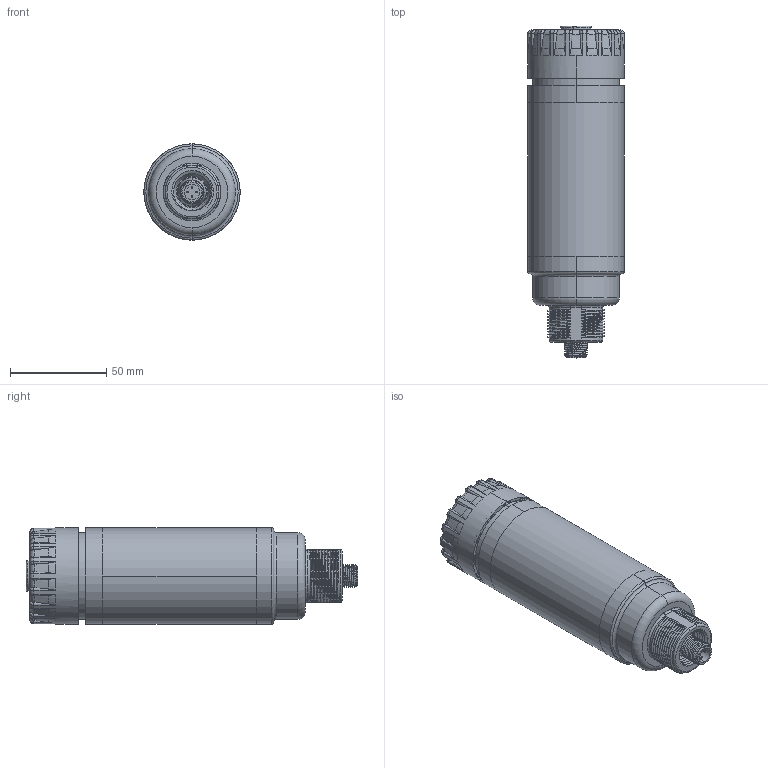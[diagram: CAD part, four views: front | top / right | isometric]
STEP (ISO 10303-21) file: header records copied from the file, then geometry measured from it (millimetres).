
FILE_DESCRIPTION((''),'2;1');
FILE_NAME('146179_SW','2009-04-28T',('banengservice'),('BANNER ENGINEERING'),'PRO/ENGINEER BY PARAMETRIC TECHNOLOGY CORPORATION, 2006170','PRO/ENGINEER BY PARAMETRIC TECHNOLOGY CORPORATION, 2006170','');
FILE_SCHEMA(('CONFIG_CONTROL_DESIGN'));
Products named in the file (1): 146179_SW
Bounding box: 50 x 172.55 x 50 mm (x, y, z)
Volume: 57134.2 mm3; surface area: 82329.7 mm2
Topology: 2 solids, 3 shells, 1285 faces, 3327 edges, 2095 vertices
Faces by surface type: cylinder 462, plane 292, bspline 247, torus 212, cone 72
Entity records: 76793 total; most frequent: CARTESIAN_POINT 46963, ORIENTED_EDGE 6650, DIRECTION 5748, EDGE_CURVE 3325, AXIS2_PLACEMENT_3D 2331, VERTEX_POINT 2095, EDGE_LOOP 1364, CIRCLE 1292
